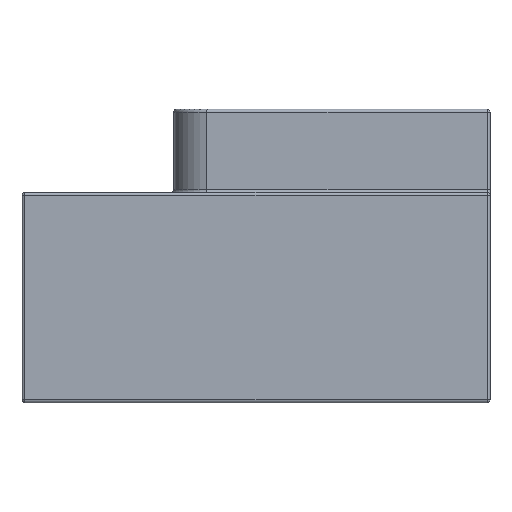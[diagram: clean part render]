
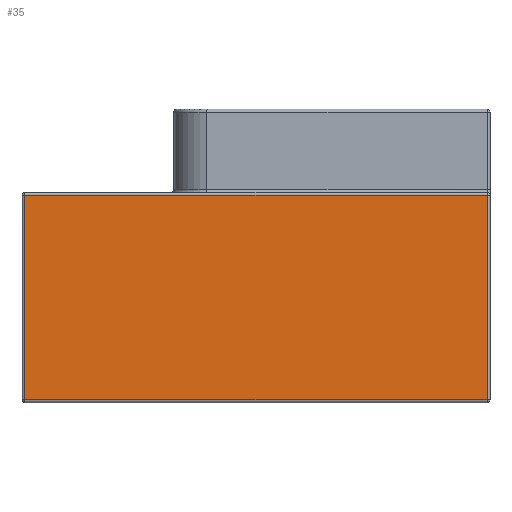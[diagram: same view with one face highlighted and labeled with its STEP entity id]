
A CAD part, left-side view. The second image highlights one B-rep face of the part: STEP entity #35.
In plain terms, the highlighted planar face has unit normal (-1, 0, 0).
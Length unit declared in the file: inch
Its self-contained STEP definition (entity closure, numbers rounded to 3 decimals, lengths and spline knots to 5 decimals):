
#35 = ADVANCED_FACE ( 'NONE', ( #1911 ), #218, .F. ) ;
#218 = PLANE ( 'NONE',  #1632 ) ;
#219 = CARTESIAN_POINT ( 'NONE',  ( -1.375, -2.46063, 0.3937 ) ) ;
#220 = DIRECTION ( 'NONE',  ( 1., 0., 0. ) ) ;
#221 = DIRECTION ( 'NONE',  ( 0., 0., -1. ) ) ;
#647 = DIRECTION ( 'NONE',  ( 0., -1., 0. ) ) ;
#665 = CARTESIAN_POINT ( 'NONE',  ( -1.375, -2.46063, -1.7888 ) ) ;
#736 = CARTESIAN_POINT ( 'NONE',  ( -1.375, -2.43063, -1.7888 ) ) ;
#752 = CARTESIAN_POINT ( 'NONE',  ( -1.375, 2.43063, 0.3637 ) ) ;
#755 = CARTESIAN_POINT ( 'NONE',  ( -1.375, 2.43063, -1.7888 ) ) ;
#786 = CARTESIAN_POINT ( 'NONE',  ( -1.375, -2.43063, 0.3637 ) ) ;
#920 = CARTESIAN_POINT ( 'NONE',  ( -1.375, -2.43063, 0.3937 ) ) ;
#925 = DIRECTION ( 'NONE',  ( 0., 0., -1. ) ) ;
#928 = DIRECTION ( 'NONE',  ( 0., 0., 1. ) ) ;
#936 = CARTESIAN_POINT ( 'NONE',  ( -1.375, 2.43063, 0.3937 ) ) ;
#1039 = CARTESIAN_POINT ( 'NONE',  ( -1.375, -2.46063, 0.3637 ) ) ;
#1058 = DIRECTION ( 'NONE',  ( 0., 1., 0. ) ) ;
#1433 = EDGE_CURVE ( 'NONE', #2311, #2249, #2501, .T. ) ;
#1435 = EDGE_CURVE ( 'NONE', #2250, #2333, #2505, .T. ) ;
#1492 = EDGE_CURVE ( 'NONE', #2333, #2311, #2605, .T. ) ;
#1572 = EDGE_CURVE ( 'NONE', #2249, #2250, #2661, .T. ) ;
#1632 = AXIS2_PLACEMENT_3D ( 'NONE', #219, #220, #221 ) ;
#1911 = FACE_OUTER_BOUND ( 'NONE', #2136, .T. ) ;
#1976 = ORIENTED_EDGE ( 'NONE', *, *, #1492, .T. ) ;
#1977 = ORIENTED_EDGE ( 'NONE', *, *, #1572, .T. ) ;
#1986 = ORIENTED_EDGE ( 'NONE', *, *, #1433, .T. ) ;
#2048 = ORIENTED_EDGE ( 'NONE', *, *, #1435, .T. ) ;
#2136 = EDGE_LOOP ( 'NONE', ( #1977, #2048, #1976, #1986 ) ) ;
#2249 = VERTEX_POINT ( 'NONE', #755 ) ;
#2250 = VERTEX_POINT ( 'NONE', #736 ) ;
#2311 = VERTEX_POINT ( 'NONE', #752 ) ;
#2333 = VERTEX_POINT ( 'NONE', #786 ) ;
#2472 = VECTOR ( 'NONE', #928, 39.37008 ) ;
#2487 = VECTOR ( 'NONE', #925, 39.37008 ) ;
#2501 = LINE ( 'NONE', #936, #2487 ) ;
#2505 = LINE ( 'NONE', #920, #2472 ) ;
#2605 = LINE ( 'NONE', #1039, #2640 ) ;
#2640 = VECTOR ( 'NONE', #1058, 39.37008 ) ;
#2661 = LINE ( 'NONE', #665, #2678 ) ;
#2678 = VECTOR ( 'NONE', #647, 39.37008 ) ;
